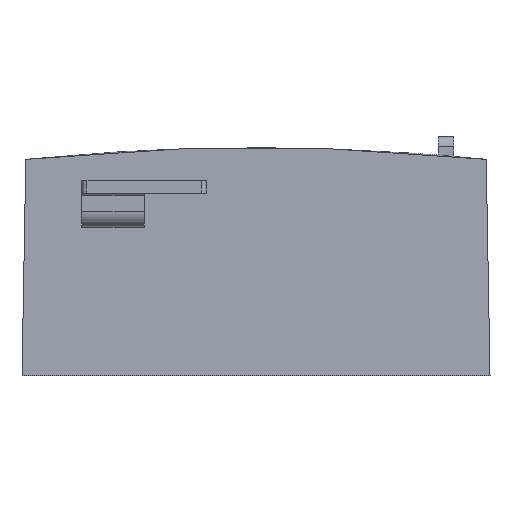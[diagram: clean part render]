
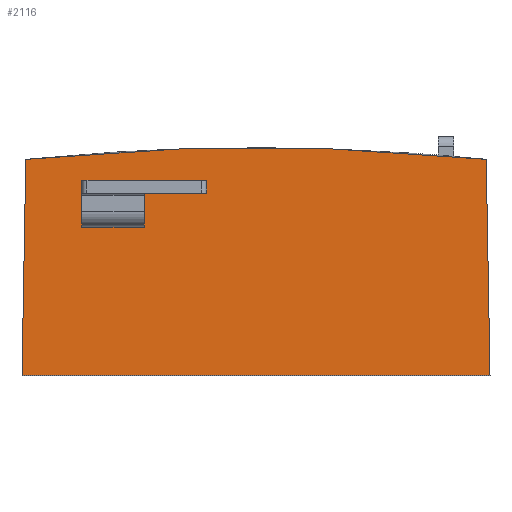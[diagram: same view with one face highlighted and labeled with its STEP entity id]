
A CAD part, top view. The second image highlights one B-rep face of the part: STEP entity #2116.
In plain terms, the highlighted planar face has unit normal (0, 0.016, 1).
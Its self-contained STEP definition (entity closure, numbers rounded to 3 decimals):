
#2067=AXIS2_PLACEMENT_3D('Plane Axis2P3D',#2064,#2065,#2066) ;
#1957=CARTESIAN_POINT('Vertex',(45.,132.5,48.8)) ;
#1960=CARTESIAN_POINT('Line Origine',(0.,132.5,48.8)) ;
#1964=CARTESIAN_POINT('Vertex',(-45.,132.5,48.8)) ;
#1984=CARTESIAN_POINT('Line Origine',(-44.637,153.275,48.474)) ;
#1988=CARTESIAN_POINT('Vertex',(-44.275,174.05,48.147)) ;
#2028=CARTESIAN_POINT('Vertex',(44.275,174.05,48.147)) ;
#2031=CARTESIAN_POINT('Line Origine',(44.637,153.275,48.474)) ;
#2064=CARTESIAN_POINT('Axis2P3D Location',(45.,132.5,48.8)) ;
#2070=CARTESIAN_POINT('Control Point',(44.275,174.05,48.147)) ;
#2071=CARTESIAN_POINT('Control Point',(22.214,176.298,48.112)) ;
#2072=CARTESIAN_POINT('Control Point',(0.,177.053,48.1)) ;
#2073=CARTESIAN_POINT('Control Point',(-22.214,176.298,48.112)) ;
#2074=CARTESIAN_POINT('Control Point',(-44.275,174.05,48.147)) ;
#2082=CARTESIAN_POINT('Line Origine',(-27.75,154.4,48.456)) ;
#2086=CARTESIAN_POINT('Vertex',(-27.75,167.5,48.25)) ;
#2088=CARTESIAN_POINT('Vertex',(-27.75,165.5,48.282)) ;
#2091=CARTESIAN_POINT('Line Origine',(0.,167.5,48.25)) ;
#2095=CARTESIAN_POINT('Vertex',(-21.75,167.5,48.25)) ;
#2098=CARTESIAN_POINT('Line Origine',(-21.75,154.4,48.456)) ;
#2102=CARTESIAN_POINT('Vertex',(-21.75,165.5,48.282)) ;
#2105=CARTESIAN_POINT('Line Origine',(0.,165.5,48.282)) ;
#1961=DIRECTION('Vector Direction',(-1.,0.,0.)) ;
#1985=DIRECTION('Vector Direction',(0.017,1.,-0.016)) ;
#2032=DIRECTION('Vector Direction',(-0.017,1.,-0.016)) ;
#2065=DIRECTION('Axis2P3D Direction',(0.,0.016,1.)) ;
#2066=DIRECTION('Axis2P3D XDirection',(-1.,0.,0.)) ;
#2083=DIRECTION('Vector Direction',(0.,-1.,0.016)) ;
#2092=DIRECTION('Vector Direction',(-1.,0.,0.)) ;
#2099=DIRECTION('Vector Direction',(0.,-1.,0.016)) ;
#2106=DIRECTION('Vector Direction',(-1.,0.,0.)) ;
#1962=VECTOR('Line Direction',#1961,1.) ;
#1986=VECTOR('Line Direction',#1985,1.) ;
#2033=VECTOR('Line Direction',#2032,1.) ;
#2084=VECTOR('Line Direction',#2083,1.) ;
#2093=VECTOR('Line Direction',#2092,1.) ;
#2100=VECTOR('Line Direction',#2099,1.) ;
#2107=VECTOR('Line Direction',#2106,1.) ;
#2077=ORIENTED_EDGE('',*,*,#1966,.F.) ;
#2078=ORIENTED_EDGE('',*,*,#2035,.F.) ;
#2079=ORIENTED_EDGE('',*,*,#2075,.F.) ;
#2080=ORIENTED_EDGE('',*,*,#1990,.F.) ;
#2111=ORIENTED_EDGE('',*,*,#2090,.F.) ;
#2112=ORIENTED_EDGE('',*,*,#2097,.F.) ;
#2113=ORIENTED_EDGE('',*,*,#2104,.T.) ;
#2114=ORIENTED_EDGE('',*,*,#2109,.T.) ;
#2115=FACE_BOUND('',#2110,.T.) ;
#2116=ADVANCED_FACE('Frontale per blocchi FLD',(#2081,#2115),#2068,.T.) ;
#2069=B_SPLINE_CURVE_WITH_KNOTS('',4,(#2070,#2071,#2072,#2073,#2074),.UNSPECIFIED.,.F.,.U.,(5,5),(0.,125.443),.UNSPECIFIED.) ;
#1966=EDGE_CURVE('',#1958,#1965,#1963,.T.) ;
#1990=EDGE_CURVE('',#1965,#1989,#1987,.T.) ;
#2035=EDGE_CURVE('',#2029,#1958,#2034,.F.) ;
#2075=EDGE_CURVE('',#1989,#2029,#2069,.F.) ;
#2090=EDGE_CURVE('',#2087,#2089,#2085,.T.) ;
#2097=EDGE_CURVE('',#2096,#2087,#2094,.T.) ;
#2104=EDGE_CURVE('',#2096,#2103,#2101,.T.) ;
#2109=EDGE_CURVE('',#2103,#2089,#2108,.T.) ;
#2076=EDGE_LOOP('',(#2077,#2078,#2079,#2080)) ;
#2110=EDGE_LOOP('',(#2111,#2112,#2113,#2114)) ;
#2081=FACE_OUTER_BOUND('',#2076,.T.) ;
#1963=LINE('Line',#1960,#1962) ;
#1987=LINE('Line',#1984,#1986) ;
#2034=LINE('Line',#2031,#2033) ;
#2085=LINE('Line',#2082,#2084) ;
#2094=LINE('Line',#2091,#2093) ;
#2101=LINE('Line',#2098,#2100) ;
#2108=LINE('Line',#2105,#2107) ;
#2068=PLANE('',#2067) ;
#1958=VERTEX_POINT('',#1957) ;
#1965=VERTEX_POINT('',#1964) ;
#1989=VERTEX_POINT('',#1988) ;
#2029=VERTEX_POINT('',#2028) ;
#2087=VERTEX_POINT('',#2086) ;
#2089=VERTEX_POINT('',#2088) ;
#2096=VERTEX_POINT('',#2095) ;
#2103=VERTEX_POINT('',#2102) ;
